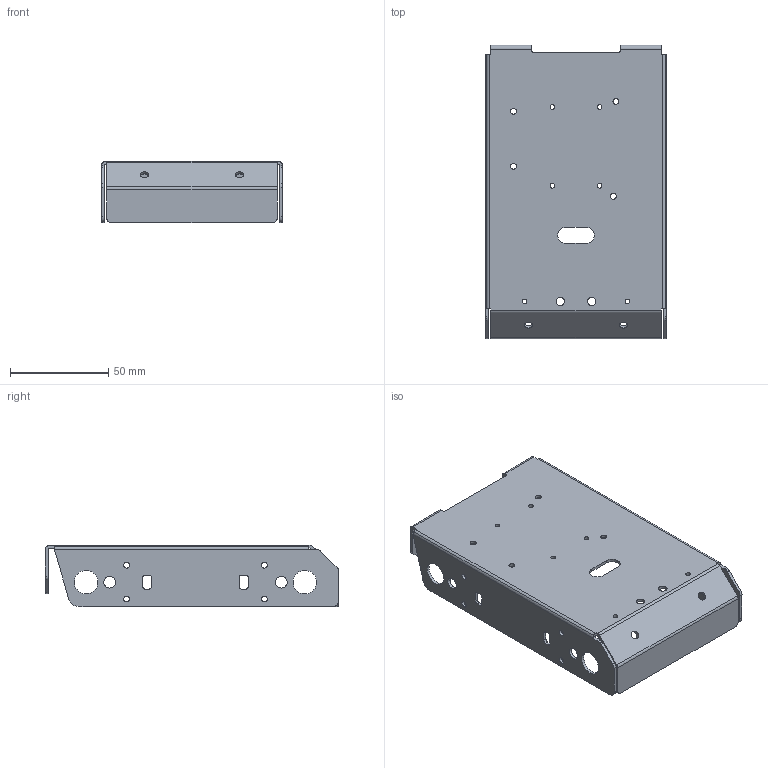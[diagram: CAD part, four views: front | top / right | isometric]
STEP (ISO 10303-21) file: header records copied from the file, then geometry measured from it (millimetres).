
FILE_DESCRIPTION(('HOOPS Exchange Step'),'2;1');
FILE_NAME('temp_export','2025-06-04T13:49:03+08:00',('jiangweitao'),('Shapr3D Limited'),'HOOPS Exchange 2024.8','Shapr3D','Authorized');
FILE_SCHEMA( ('AP242_MANAGED_MODEL_BASED_3D_ENGINEERING_MIM_LF {1 0 10303 442 1 1 4}') );
Length unit declared in the file: millimetre
Products named in the file (3): miniAuto:1; miniAuto v1.step; root
Assembly tree (2 placements, depth 3):
  root
    miniAuto v1.step
      miniAuto:1
Bounding box: 92 x 149.21 x 31.02 mm (x, y, z)
Volume: 34799.6 mm3; surface area: 48425.9 mm2
Topology: 1 solids, 1 shells, 150 faces, 489 edges, 341 vertices
Faces by surface type: cylinder 90, plane 60
Full cylindrical faces by diameter (mm): 2.4 x6, 3 x12, 4.2 x2, 4.3 x4, 6 x4, 12 x4
Entity records: 5778 total; most frequent: DIRECTION 1032, CARTESIAN_POINT 988, ORIENTED_EDGE 978, EDGE_CURVE 489, AXIS2_PLACEMENT_3D 389, VERTEX_POINT 341, VECTOR 254, LINE 254
